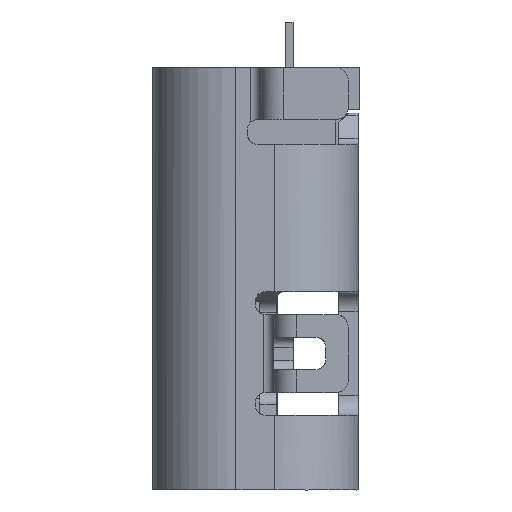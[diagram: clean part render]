
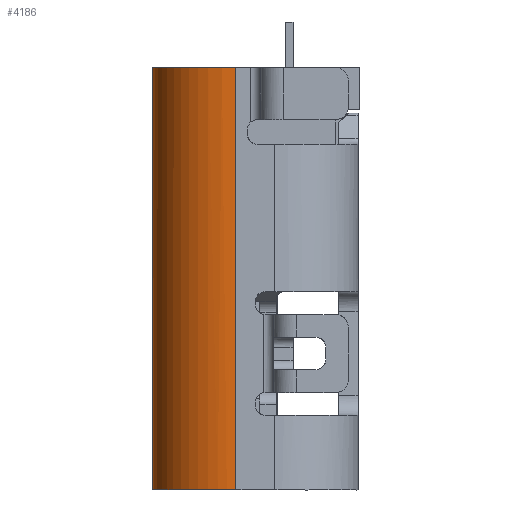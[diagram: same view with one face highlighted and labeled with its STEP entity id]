
A CAD part, left-side view. The second image highlights one B-rep face of the part: STEP entity #4186.
In plain terms, the highlighted cylindrical face has radius 1.28 mm (diameter 2.56 mm), a partial arc.
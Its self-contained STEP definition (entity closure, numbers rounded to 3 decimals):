
#364 = CARTESIAN_POINT ( 'NONE',  ( -4.47, 0.463, -4.208 ) ) ;
#1071 = CARTESIAN_POINT ( 'NONE',  ( -3.977, 1.319, -10.708 ) ) ;
#2265 = CYLINDRICAL_SURFACE ( 'NONE', #20667, 1.28 ) ;
#2781 = EDGE_CURVE ( 'NONE', #8096, #7063, #20146, .T. ) ;
#2960 = CARTESIAN_POINT ( 'NONE',  ( -4.308, 0.94, -10.708 ) ) ;
#3310 = ORIENTED_EDGE ( 'NONE', *, *, #2781, .T. ) ;
#4186 = ADVANCED_FACE ( 'NONE', ( #8535 ), #2265, .T. ) ;
#4196 = CARTESIAN_POINT ( 'NONE',  ( -4.47, 0.295, -4.208 ) ) ;
#4880 = CARTESIAN_POINT ( 'NONE',  ( -4.47, 0.463, -10.708 ) ) ;
#5202 = LINE ( 'NONE', #10066, #14730 ) ;
#6076 = CARTESIAN_POINT ( 'NONE',  ( -4.214, 1.082, -4.208 ) ) ;
#6122 = EDGE_CURVE ( 'NONE', #15790, #13189, #21085, .T. ) ;
#6798 = ORIENTED_EDGE ( 'NONE', *, *, #23509, .T. ) ;
#6995 = CARTESIAN_POINT ( 'NONE',  ( -4.47, 0.295, -9.208 ) ) ;
#7063 = VERTEX_POINT ( 'NONE', #11665 ) ;
#7775 = CARTESIAN_POINT ( 'NONE',  ( -4.47, 0.295, -4.208 ) ) ;
#7931 = CARTESIAN_POINT ( 'NONE',  ( -4.437, 0.63, -4.208 ) ) ;
#8025 = CARTESIAN_POINT ( 'NONE',  ( -3.835, 1.413, -4.208 ) ) ;
#8096 = VERTEX_POINT ( 'NONE', #7775 ) ;
#8535 = FACE_OUTER_BOUND ( 'NONE', #22495, .T. ) ;
#8916 = CARTESIAN_POINT ( 'NONE',  ( -3.19, 1.575, -10.708 ) ) ;
#8955 = DIRECTION ( 'NONE',  ( 0., 0., 1. ) ) ;
#9040 = DIRECTION ( 'NONE',  ( -1., 0., 0. ) ) ;
#9931 = CARTESIAN_POINT ( 'NONE',  ( -3.358, 1.575, -4.208 ) ) ;
#10066 = CARTESIAN_POINT ( 'NONE',  ( -3.19, 1.575, -4.658 ) ) ;
#10318 = EDGE_CURVE ( 'NONE', #15790, #7063, #5202, .T. ) ;
#10342 = ORIENTED_EDGE ( 'NONE', *, *, #10318, .F. ) ;
#11514 = ORIENTED_EDGE ( 'NONE', *, *, #6122, .T. ) ;
#11665 = CARTESIAN_POINT ( 'NONE',  ( -3.19, 1.575, -4.208 ) ) ;
#11937 = DIRECTION ( 'NONE',  ( 0., 0., 1. ) ) ;
#12454 = CARTESIAN_POINT ( 'NONE',  ( -3.835, 1.413, -10.708 ) ) ;
#13189 = VERTEX_POINT ( 'NONE', #21597 ) ;
#14374 = CARTESIAN_POINT ( 'NONE',  ( -4.214, 1.082, -10.708 ) ) ;
#14730 = VECTOR ( 'NONE', #11937, 1000. ) ;
#15790 = VERTEX_POINT ( 'NONE', #8916 ) ;
#16265 = CARTESIAN_POINT ( 'NONE',  ( -4.437, 0.63, -10.708 ) ) ;
#17470 = CARTESIAN_POINT ( 'NONE',  ( -4.308, 0.94, -4.208 ) ) ;
#18107 = CARTESIAN_POINT ( 'NONE',  ( -3.525, 1.542, -10.708 ) ) ;
#18175 = CARTESIAN_POINT ( 'NONE',  ( -4.47, 0.295, -10.708 ) ) ;
#18480 = CARTESIAN_POINT ( 'NONE',  ( -3.19, 0.295, -9.208 ) ) ;
#19394 = CARTESIAN_POINT ( 'NONE',  ( -3.977, 1.319, -4.208 ) ) ;
#20146 = B_SPLINE_CURVE_WITH_KNOTS ( 'NONE', 3,
 ( #4196, #364, #7931, #17470, #6076, #19394, #8025, #21308, #9931, #23187 ),
 .UNSPECIFIED., .F., .F.,
 ( 4, 2, 2, 2, 4 ),
 ( 0., 0.25, 0.5, 0.75, 1. ),
 .UNSPECIFIED. ) ;
#20667 = AXIS2_PLACEMENT_3D ( 'NONE', #18480, #22301, #9040 ) ;
#21085 = B_SPLINE_CURVE_WITH_KNOTS ( 'NONE', 3,
 ( #23800, #21940, #18107, #12454, #1071, #14374, #2960, #16265, #4880, #18175 ),
 .UNSPECIFIED., .F., .F.,
 ( 4, 2, 2, 2, 4 ),
 ( 0., 0.25, 0.5, 0.75, 1. ),
 .UNSPECIFIED. ) ;
#21308 = CARTESIAN_POINT ( 'NONE',  ( -3.525, 1.542, -4.208 ) ) ;
#21397 = VECTOR ( 'NONE', #8955, 1000. ) ;
#21597 = CARTESIAN_POINT ( 'NONE',  ( -4.47, 0.295, -10.708 ) ) ;
#21940 = CARTESIAN_POINT ( 'NONE',  ( -3.358, 1.575, -10.708 ) ) ;
#21973 = LINE ( 'NONE', #6995, #21397 ) ;
#22301 = DIRECTION ( 'NONE',  ( 0., 0., -1. ) ) ;
#22495 = EDGE_LOOP ( 'NONE', ( #11514, #6798, #3310, #10342 ) ) ;
#23187 = CARTESIAN_POINT ( 'NONE',  ( -3.19, 1.575, -4.208 ) ) ;
#23509 = EDGE_CURVE ( 'NONE', #13189, #8096, #21973, .T. ) ;
#23800 = CARTESIAN_POINT ( 'NONE',  ( -3.19, 1.575, -10.708 ) ) ;
